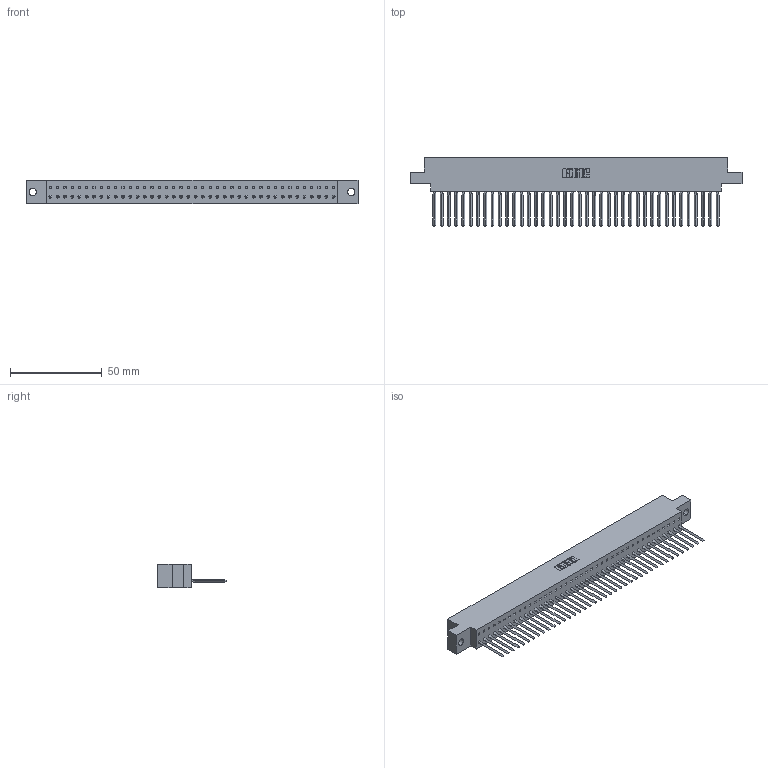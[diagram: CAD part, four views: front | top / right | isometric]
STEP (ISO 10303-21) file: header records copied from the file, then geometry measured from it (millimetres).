
FILE_DESCRIPTION (( 'STEP AP203' ), '1' );
FILE_NAME ('317-040-541-604.STEP', '2020-02-28T00:20:40', ( '' ), ( '' ), 'SwSTEP 2.0', 'SolidWorks 2016', '' );
FILE_SCHEMA (( 'CONFIG_CONTROL_DESIGN' ));
Length unit declared in the file: inch
Products named in the file (3): 317-040-541-604; 317 Part_.156 Dia - TH; 317-290-002_541
Assembly tree (41 placements, depth 2):
  317-040-541-604
    317 Part_.156 Dia - TH
    317-290-002_541  x40
Bounding box: 181.2 x 37.34 x 12.7 mm (x, y, z)
Volume: 29235.8 mm3; surface area: 41063.4 mm2
Topology: 41 solids, 41 shells, 6182 faces, 17635 edges, 11462 vertices
Faces by surface type: plane 5018, cylinder 1004, bspline 160
Entity records: 58370 total; most frequent: CARTESIAN_POINT 11017, ORIENTED_EDGE 10310, DIRECTION 8467, EDGE_CURVE 5155, VECTOR 4791, LINE 4791, VERTEX_POINT 3428, AXIS2_PLACEMENT_3D 1838
